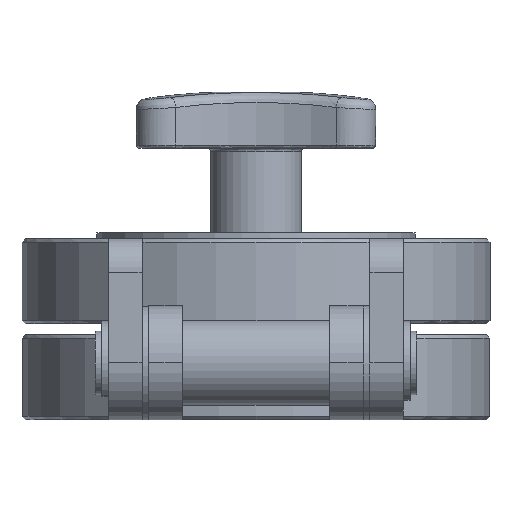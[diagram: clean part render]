
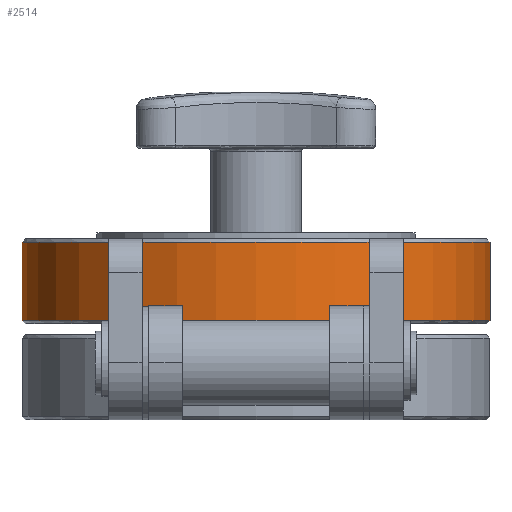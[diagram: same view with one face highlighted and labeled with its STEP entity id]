
A CAD part, front view. The second image highlights one B-rep face of the part: STEP entity #2514.
In plain terms, the highlighted cylindrical face has radius 34.925 mm (diameter 69.85 mm), a partial arc.
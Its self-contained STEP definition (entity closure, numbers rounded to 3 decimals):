
#887 = CYLINDRICAL_SURFACE ( 'NONE', #2293, 34.925 ) ;
#1042 = ORIENTED_EDGE ( 'NONE', *, *, #6082, .T. ) ;
#1566 = CARTESIAN_POINT ( 'NONE',  ( 0., 0., 5.85 ) ) ;
#1747 = ORIENTED_EDGE ( 'NONE', *, *, #6190, .F. ) ;
#1811 = DIRECTION ( 'NONE',  ( 0., 0., -1. ) ) ;
#2010 = AXIS2_PLACEMENT_3D ( 'NONE', #1566, #4354, #2380 ) ;
#2026 = ORIENTED_EDGE ( 'NONE', *, *, #2734, .F. ) ;
#2152 = CIRCLE ( 'NONE', #5663, 34.925 ) ;
#2228 = EDGE_LOOP ( 'NONE', ( #1042, #2026, #1747, #4534 ) ) ;
#2263 = DIRECTION ( 'NONE',  ( 1., 0., 0. ) ) ;
#2293 = AXIS2_PLACEMENT_3D ( 'NONE', #6424, #7859, #2263 ) ;
#2380 = DIRECTION ( 'NONE',  ( 1., 0., 0. ) ) ;
#2473 = VECTOR ( 'NONE', #1811, 1000. ) ;
#2514 = ADVANCED_FACE ( 'NONE', ( #6512 ), #887, .T. ) ;
#2734 = EDGE_CURVE ( 'NONE', #8719, #3078, #7263, .T. ) ;
#3078 = VERTEX_POINT ( 'NONE', #3719 ) ;
#3345 = VERTEX_POINT ( 'NONE', #6349 ) ;
#3719 = CARTESIAN_POINT ( 'NONE',  ( 7.985, 34., -5.85 ) ) ;
#3721 = DIRECTION ( 'NONE',  ( 1., 0., 0. ) ) ;
#4354 = DIRECTION ( 'NONE',  ( 0., 0., 1. ) ) ;
#4493 = DIRECTION ( 'NONE',  ( 0., 0., 1. ) ) ;
#4534 = ORIENTED_EDGE ( 'NONE', *, *, #6200, .F. ) ;
#4616 = CARTESIAN_POINT ( 'NONE',  ( 7.985, 34., 5.85 ) ) ;
#5056 = CARTESIAN_POINT ( 'NONE',  ( -7.985, 34., 6.35 ) ) ;
#5290 = CARTESIAN_POINT ( 'NONE',  ( 7.985, 34., 6.35 ) ) ;
#5639 = CARTESIAN_POINT ( 'NONE',  ( -7.985, 34., -5.85 ) ) ;
#5663 = AXIS2_PLACEMENT_3D ( 'NONE', #7109, #4493, #3721 ) ;
#6082 = EDGE_CURVE ( 'NONE', #7389, #3078, #2152, .T. ) ;
#6190 = EDGE_CURVE ( 'NONE', #3345, #8719, #6942, .T. ) ;
#6200 = EDGE_CURVE ( 'NONE', #7389, #3345, #7177, .T. ) ;
#6349 = CARTESIAN_POINT ( 'NONE',  ( -7.985, 34., 5.85 ) ) ;
#6424 = CARTESIAN_POINT ( 'NONE',  ( 0., 0., 6.35 ) ) ;
#6512 = FACE_OUTER_BOUND ( 'NONE', #2228, .T. ) ;
#6514 = DIRECTION ( 'NONE',  ( 0., 0., 1. ) ) ;
#6942 = CIRCLE ( 'NONE', #2010, 34.925 ) ;
#7109 = CARTESIAN_POINT ( 'NONE',  ( 0., 0., -5.85 ) ) ;
#7177 = LINE ( 'NONE', #5056, #7233 ) ;
#7233 = VECTOR ( 'NONE', #6514, 1000. ) ;
#7263 = LINE ( 'NONE', #5290, #2473 ) ;
#7389 = VERTEX_POINT ( 'NONE', #5639 ) ;
#7859 = DIRECTION ( 'NONE',  ( 0., 0., 1. ) ) ;
#8719 = VERTEX_POINT ( 'NONE', #4616 ) ;
